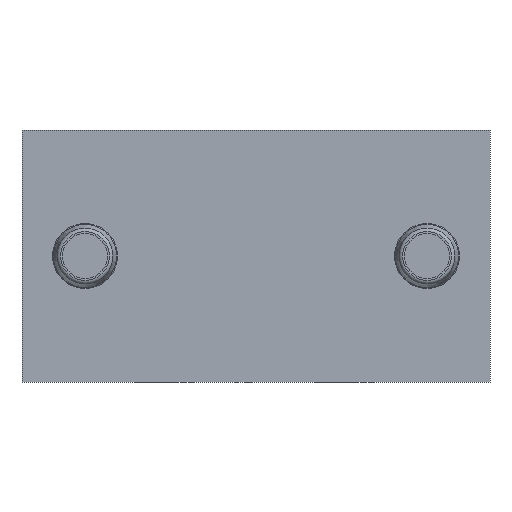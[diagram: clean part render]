
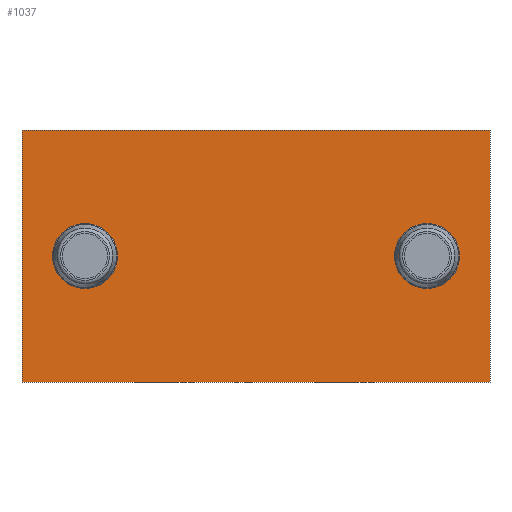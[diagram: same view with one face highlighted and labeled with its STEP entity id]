
A CAD part, front view. The second image highlights one B-rep face of the part: STEP entity #1037.
In plain terms, the highlighted planar face has unit normal (0, -1, 0).
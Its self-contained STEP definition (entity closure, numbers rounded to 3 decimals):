
#67=LINE('',#1456,#79);
#69=LINE('',#1464,#81);
#70=LINE('',#1466,#82);
#71=LINE('',#1468,#83);
#79=VECTOR('',#1220,1000.);
#81=VECTOR('',#1228,1000.);
#82=VECTOR('',#1229,1000.);
#83=VECTOR('',#1230,1000.);
#95=ORIENTED_EDGE('',*,*,#224,.F.);
#96=ORIENTED_EDGE('',*,*,#225,.F.);
#97=ORIENTED_EDGE('',*,*,#226,.T.);
#98=ORIENTED_EDGE('',*,*,#227,.F.);
#99=ORIENTED_EDGE('',*,*,#228,.F.);
#100=ORIENTED_EDGE('',*,*,#222,.T.);
#222=EDGE_CURVE('',#287,#286,#67,.T.);
#224=EDGE_CURVE('',#288,#288,#343,.F.);
#225=EDGE_CURVE('',#289,#289,#344,.F.);
#226=EDGE_CURVE('',#286,#290,#69,.T.);
#227=EDGE_CURVE('',#291,#290,#70,.T.);
#228=EDGE_CURVE('',#287,#291,#71,.T.);
#286=VERTEX_POINT('',#1455);
#287=VERTEX_POINT('',#1457);
#288=VERTEX_POINT('',#1461);
#289=VERTEX_POINT('',#1463);
#290=VERTEX_POINT('',#1465);
#291=VERTEX_POINT('',#1467);
#343=CIRCLE('',#1101,1.8);
#344=CIRCLE('',#1102,1.8);
#398=EDGE_LOOP('',(#95));
#399=EDGE_LOOP('',(#96));
#400=EDGE_LOOP('',(#97,#98,#99,#100));
#510=FACE_BOUND('',#398,.T.);
#511=FACE_BOUND('',#399,.T.);
#512=FACE_BOUND('',#400,.T.);
#621=PLANE('',#1100);
#1037=ADVANCED_FACE('',(#510,#511,#512),#621,.F.);
#1100=AXIS2_PLACEMENT_3D('',#1459,#1222,#1223);
#1101=AXIS2_PLACEMENT_3D('',#1460,#1224,#1225);
#1102=AXIS2_PLACEMENT_3D('',#1462,#1226,#1227);
#1220=DIRECTION('',(0.,0.,-1.));
#1222=DIRECTION('',(0.,1.,0.));
#1223=DIRECTION('',(0.,0.,1.));
#1224=DIRECTION('',(0.,1.,0.));
#1225=DIRECTION('',(0.,0.,1.));
#1226=DIRECTION('',(0.,1.,0.));
#1227=DIRECTION('',(0.,0.,1.));
#1228=DIRECTION('',(1.,0.,0.));
#1229=DIRECTION('',(0.,0.,-1.));
#1230=DIRECTION('',(1.,0.,0.));
#1455=CARTESIAN_POINT('',(-13.,0.,-7.));
#1456=CARTESIAN_POINT('',(-13.,0.,7.));
#1457=CARTESIAN_POINT('',(-13.,0.,7.));
#1459=CARTESIAN_POINT('',(-13.,0.,7.));
#1460=CARTESIAN_POINT('',(-9.5,0.,0.));
#1461=CARTESIAN_POINT('',(-9.5,0.,1.8));
#1462=CARTESIAN_POINT('',(9.5,0.,0.));
#1463=CARTESIAN_POINT('',(9.5,0.,1.8));
#1464=CARTESIAN_POINT('',(-13.,0.,-7.));
#1465=CARTESIAN_POINT('',(13.,0.,-7.));
#1466=CARTESIAN_POINT('',(13.,0.,7.));
#1467=CARTESIAN_POINT('',(13.,0.,7.));
#1468=CARTESIAN_POINT('',(-13.,0.,7.));
